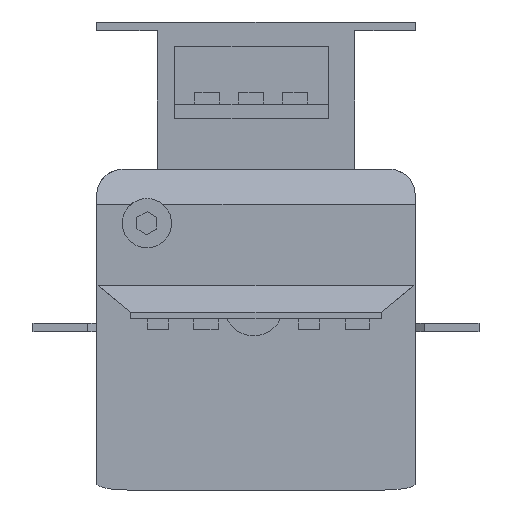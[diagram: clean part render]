
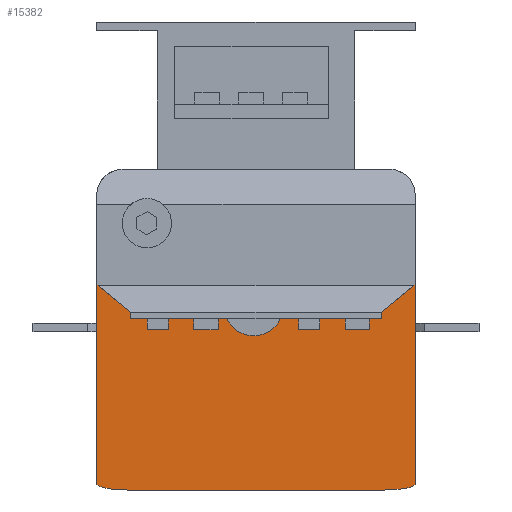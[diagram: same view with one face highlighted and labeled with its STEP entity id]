
A CAD part, left-side view. The second image highlights one B-rep face of the part: STEP entity #15382.
In plain terms, the highlighted planar face has unit normal (-1, 0, 0).
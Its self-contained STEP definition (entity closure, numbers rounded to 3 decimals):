
#250 = ORIENTED_EDGE ( 'NONE', *, *, #8528, .T. ) ;
#345 = CARTESIAN_POINT ( 'NONE',  ( -60., -57., -131. ) ) ;
#457 = VERTEX_POINT ( 'NONE', #2062 ) ;
#499 = ORIENTED_EDGE ( 'NONE', *, *, #8158, .T. ) ;
#819 = CARTESIAN_POINT ( 'NONE',  ( -60., 57., -128.069 ) ) ;
#829 = EDGE_CURVE ( 'NONE', #2037, #5290, #17054, .T. ) ;
#937 = LINE ( 'NONE', #345, #12055 ) ;
#1388 = CARTESIAN_POINT ( 'NONE',  ( -60., -11.11, -131. ) ) ;
#1529 = LINE ( 'NONE', #3308, #4496 ) ;
#1759 = LINE ( 'NONE', #14226, #9258 ) ;
#1792 = CARTESIAN_POINT ( 'NONE',  ( -60., 72.5, -111. ) ) ;
#1829 = DIRECTION ( 'NONE',  ( 0., 1., 0. ) ) ;
#1865 = VECTOR ( 'NONE', #5208, 1000. ) ;
#1960 = VERTEX_POINT ( 'NONE', #5561 ) ;
#2017 = VERTEX_POINT ( 'NONE', #17130 ) ;
#2037 = VERTEX_POINT ( 'NONE', #9581 ) ;
#2062 = CARTESIAN_POINT ( 'NONE',  ( -60., -72.5, -206.69 ) ) ;
#2212 = AXIS2_PLACEMENT_3D ( 'NONE', #13098, #7421, #14621 ) ;
#2292 = VERTEX_POINT ( 'NONE', #1388 ) ;
#2940 = LINE ( 'NONE', #18246, #9058 ) ;
#3115 = EDGE_LOOP ( 'NONE', ( #9268, #18231, #14642, #250, #7565, #7019, #7361, #18809, #499, #16864, #3845, #7916 ) ) ;
#3246 = CARTESIAN_POINT ( 'NONE',  ( -60., 58.388, -209. ) ) ;
#3308 = CARTESIAN_POINT ( 'NONE',  ( -60., 72.5, -209. ) ) ;
#3478 = EDGE_CURVE ( 'NONE', #457, #12126, #5653, .T. ) ;
#3824 = CARTESIAN_POINT ( 'NONE',  ( -60., 57., -131. ) ) ;
#3845 = ORIENTED_EDGE ( 'NONE', *, *, #13726, .F. ) ;
#4048 = EDGE_CURVE ( 'NONE', #7139, #11910, #4439, .T. ) ;
#4439 = LINE ( 'NONE', #6193, #13710 ) ;
#4496 = VECTOR ( 'NONE', #1829, 1000. ) ;
#4554 = DIRECTION ( 'NONE',  ( 0., -1., 0. ) ) ;
#4682 = CARTESIAN_POINT ( 'NONE',  ( -60., 72.5, -111. ) ) ;
#4702 = CARTESIAN_POINT ( 'NONE',  ( -60., 72.5, -206.69 ) ) ;
#4991 = EDGE_CURVE ( 'NONE', #8995, #2292, #10281, .T. ) ;
#5124 = CARTESIAN_POINT ( 'NONE',  ( -60., -57., -128.069 ) ) ;
#5208 = DIRECTION ( 'NONE',  ( 0., 0.772, 0.635 ) ) ;
#5290 = VERTEX_POINT ( 'NONE', #6652 ) ;
#5445 = DIRECTION ( 'NONE',  ( 0., -1., 0. ) ) ;
#5533 = B_SPLINE_CURVE_WITH_KNOTS ( 'NONE', 2,
 ( #3246, #6032, #4702 ),
 .UNSPECIFIED., .F., .F.,
 ( 3, 3 ),
 ( 0., 1. ),
 .UNSPECIFIED. ) ;
#5561 = CARTESIAN_POINT ( 'NONE',  ( -60., 58.388, -209. ) ) ;
#5635 = CARTESIAN_POINT ( 'NONE',  ( -60., -68.785, -209. ) ) ;
#5653 = B_SPLINE_CURVE_WITH_KNOTS ( 'NONE', 2,
 ( #7228, #5635, #14245 ),
 .UNSPECIFIED., .F., .F.,
 ( 3, 3 ),
 ( 0., 1. ),
 .UNSPECIFIED. ) ;
#6032 = CARTESIAN_POINT ( 'NONE',  ( -60., 68.785, -209. ) ) ;
#6048 = LINE ( 'NONE', #8376, #12601 ) ;
#6193 = CARTESIAN_POINT ( 'NONE',  ( -60., -57., -128.069 ) ) ;
#6559 = VECTOR ( 'NONE', #18325, 1000. ) ;
#6652 = CARTESIAN_POINT ( 'NONE',  ( -60., 72.5, -206.69 ) ) ;
#7019 = ORIENTED_EDGE ( 'NONE', *, *, #4991, .F. ) ;
#7139 = VERTEX_POINT ( 'NONE', #8953 ) ;
#7228 = CARTESIAN_POINT ( 'NONE',  ( -60., -72.5, -206.69 ) ) ;
#7361 = ORIENTED_EDGE ( 'NONE', *, *, #17668, .F. ) ;
#7421 = DIRECTION ( 'NONE',  ( -1., 0., 0. ) ) ;
#7552 = AXIS2_PLACEMENT_3D ( 'NONE', #4682, #11720, #4554 ) ;
#7565 = ORIENTED_EDGE ( 'NONE', *, *, #18398, .F. ) ;
#7732 = DIRECTION ( 'NONE',  ( 0., 0., -1. ) ) ;
#7916 = ORIENTED_EDGE ( 'NONE', *, *, #13752, .F. ) ;
#8158 = EDGE_CURVE ( 'NONE', #16026, #2037, #13890, .T. ) ;
#8376 = CARTESIAN_POINT ( 'NONE',  ( -60., -72.5, -111. ) ) ;
#8528 = EDGE_CURVE ( 'NONE', #11910, #2017, #937, .T. ) ;
#8953 = CARTESIAN_POINT ( 'NONE',  ( -60., -72.5, -115.324 ) ) ;
#8995 = VERTEX_POINT ( 'NONE', #11481 ) ;
#9058 = VECTOR ( 'NONE', #5445, 1000. ) ;
#9258 = VECTOR ( 'NONE', #11502, 1000. ) ;
#9268 = ORIENTED_EDGE ( 'NONE', *, *, #3478, .F. ) ;
#9581 = CARTESIAN_POINT ( 'NONE',  ( -60., 72.5, -115.324 ) ) ;
#10281 = CIRCLE ( 'NONE', #2212, 13.435 ) ;
#11463 = CARTESIAN_POINT ( 'NONE',  ( -60., -58.388, -209. ) ) ;
#11481 = CARTESIAN_POINT ( 'NONE',  ( -60., 13.282, -131. ) ) ;
#11502 = DIRECTION ( 'NONE',  ( 0., -1., 0. ) ) ;
#11720 = DIRECTION ( 'NONE',  ( -1., 0., 0. ) ) ;
#11837 = PLANE ( 'NONE',  #7552 ) ;
#11910 = VERTEX_POINT ( 'NONE', #5124 ) ;
#12055 = VECTOR ( 'NONE', #7732, 1000. ) ;
#12126 = VERTEX_POINT ( 'NONE', #11463 ) ;
#12601 = VECTOR ( 'NONE', #18504, 1000. ) ;
#12902 = CARTESIAN_POINT ( 'NONE',  ( -60., 57., -131. ) ) ;
#13098 = CARTESIAN_POINT ( 'NONE',  ( -60., 1.086, -125.365 ) ) ;
#13442 = EDGE_CURVE ( 'NONE', #17735, #16026, #17651, .T. ) ;
#13710 = VECTOR ( 'NONE', #17951, 1000. ) ;
#13726 = EDGE_CURVE ( 'NONE', #1960, #5290, #5533, .T. ) ;
#13752 = EDGE_CURVE ( 'NONE', #12126, #1960, #1529, .T. ) ;
#13890 = LINE ( 'NONE', #819, #1865 ) ;
#14057 = EDGE_CURVE ( 'NONE', #7139, #457, #6048, .T. ) ;
#14190 = FACE_OUTER_BOUND ( 'NONE', #3115, .T. ) ;
#14226 = CARTESIAN_POINT ( 'NONE',  ( -60., -72.5, -131. ) ) ;
#14245 = CARTESIAN_POINT ( 'NONE',  ( -60., -58.388, -209. ) ) ;
#14621 = DIRECTION ( 'NONE',  ( 0., -1., 0. ) ) ;
#14642 = ORIENTED_EDGE ( 'NONE', *, *, #4048, .T. ) ;
#15382 = ADVANCED_FACE ( 'NONE', ( #14190 ), #11837, .T. ) ;
#16026 = VERTEX_POINT ( 'NONE', #18003 ) ;
#16864 = ORIENTED_EDGE ( 'NONE', *, *, #829, .T. ) ;
#17054 = LINE ( 'NONE', #1792, #17499 ) ;
#17130 = CARTESIAN_POINT ( 'NONE',  ( -60., -57., -131. ) ) ;
#17499 = VECTOR ( 'NONE', #17704, 1000. ) ;
#17651 = LINE ( 'NONE', #3824, #6559 ) ;
#17668 = EDGE_CURVE ( 'NONE', #17735, #8995, #2940, .T. ) ;
#17704 = DIRECTION ( 'NONE',  ( 0., 0., -1. ) ) ;
#17735 = VERTEX_POINT ( 'NONE', #12902 ) ;
#17951 = DIRECTION ( 'NONE',  ( 0., 0.772, -0.635 ) ) ;
#18003 = CARTESIAN_POINT ( 'NONE',  ( -60., 57., -128.069 ) ) ;
#18231 = ORIENTED_EDGE ( 'NONE', *, *, #14057, .F. ) ;
#18246 = CARTESIAN_POINT ( 'NONE',  ( -60., -72.5, -131. ) ) ;
#18325 = DIRECTION ( 'NONE',  ( 0., 0., 1. ) ) ;
#18398 = EDGE_CURVE ( 'NONE', #2292, #2017, #1759, .T. ) ;
#18504 = DIRECTION ( 'NONE',  ( 0., 0., -1. ) ) ;
#18809 = ORIENTED_EDGE ( 'NONE', *, *, #13442, .T. ) ;
